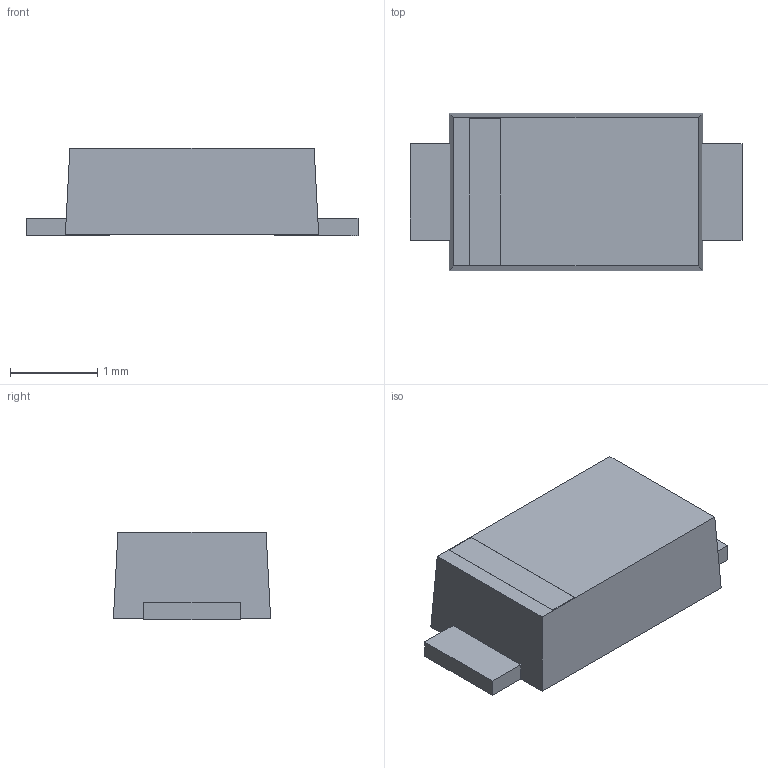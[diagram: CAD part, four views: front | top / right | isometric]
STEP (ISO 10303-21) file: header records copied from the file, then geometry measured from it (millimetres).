
FILE_DESCRIPTION(/* description */ ('Alibre Inc.'),/* implementation_level */ '2;1');
FILE_NAME(/* name */ 'export0',/* time_stamp */ '2012-01-10T09:47:42-08:00',/* author */ (''),/* organization */ (''),/* preprocessor_version */ 'ST-DEVELOPER v14',/* originating_system */ 'Alibre',/* authorisation */ '');
FILE_SCHEMA (('AUTOMOTIVE_DESIGN'));
Length unit declared in the file: centimetre
Bounding box: 3.8 x 1.8 x 1 mm (x, y, z)
Volume: 5.1 mm3; surface area: 21.5 mm2
Topology: 1 solids, 1 shells, 23 faces, 60 edges, 40 vertices
Faces by surface type: plane 23
Entity records: 691 total; most frequent: CARTESIAN_POINT 121, ORIENTED_EDGE 120, DIRECTION 81, EDGE_CURVE 60, VECTOR 58, LINE 58, VERTEX_POINT 40, EDGE_LOOP 24
